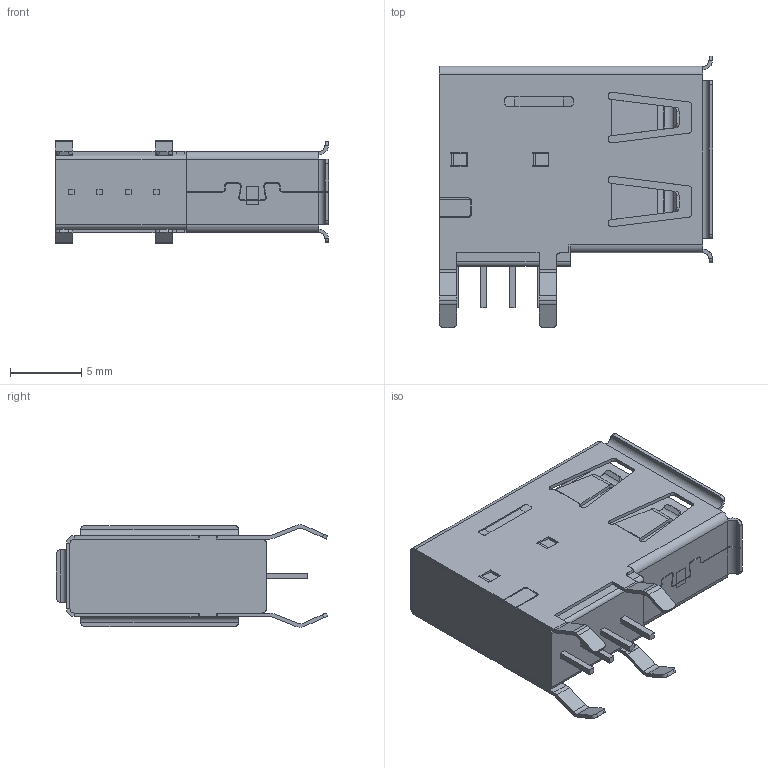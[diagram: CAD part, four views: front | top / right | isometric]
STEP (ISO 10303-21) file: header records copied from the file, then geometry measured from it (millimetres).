
FILE_DESCRIPTION (( 'STEP AP214' ), '1' );
FILE_NAME ('A-USB(slash)2-A-E.STEP', '2020-02-28T04:05:53', ( '' ), ( '' ), 'SwSTEP 2.0', 'SolidWorks 2017', '' );
FILE_SCHEMA (( 'AUTOMOTIVE_DESIGN' ));
Length unit declared in the file: millimetre
Products named in the file (1): A-USB(slash)2-A-E
Bounding box: 19.2 x 19.05 x 7.2 mm (x, y, z)
Volume: 1030.8 mm3; surface area: 2211.3 mm2
Topology: 10 solids, 10 shells, 541 faces, 1441 edges, 926 vertices
Faces by surface type: plane 370, cylinder 171
Entity records: 16744 total; most frequent: CARTESIAN_POINT 3245, ORIENTED_EDGE 2882, DIRECTION 2663, EDGE_CURVE 1441, VECTOR 1079, LINE 1079, VERTEX_POINT 926, AXIS2_PLACEMENT_3D 792
